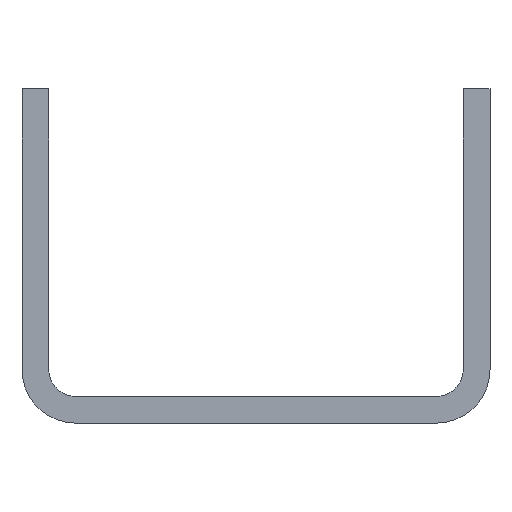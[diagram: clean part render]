
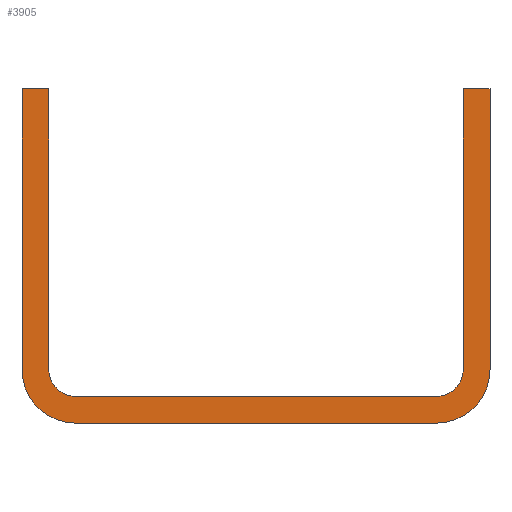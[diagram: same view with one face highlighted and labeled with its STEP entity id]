
A CAD part, front view. The second image highlights one B-rep face of the part: STEP entity #3905.
In plain terms, the highlighted planar face has unit normal (0, -1, 0).
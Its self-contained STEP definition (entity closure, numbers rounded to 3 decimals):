
#2=DIRECTION('',(0.,0.,-1.));
#3=VECTOR('',#2,42.);
#4=CARTESIAN_POINT('',(35.,0.,25.));
#5=LINE('',#4,#3);
#6=CARTESIAN_POINT('',(27.,0.,-17.));
#7=DIRECTION('',(0.,1.,0.));
#8=DIRECTION('',(1.,0.,0.));
#9=AXIS2_PLACEMENT_3D('',#6,#7,#8);
#11=DIRECTION('',(-1.,0.,0.));
#12=VECTOR('',#11,54.);
#13=CARTESIAN_POINT('',(27.,0.,-25.));
#14=LINE('',#13,#12);
#15=CARTESIAN_POINT('',(-27.,0.,-17.));
#16=DIRECTION('',(0.,1.,0.));
#17=DIRECTION('',(0.,0.,-1.));
#18=AXIS2_PLACEMENT_3D('',#15,#16,#17);
#20=DIRECTION('',(0.,0.,1.));
#21=VECTOR('',#20,42.);
#22=CARTESIAN_POINT('',(-35.,0.,-17.));
#23=LINE('',#22,#21);
#24=DIRECTION('',(1.,0.,0.));
#25=VECTOR('',#24,4.);
#26=CARTESIAN_POINT('',(-35.,0.,25.));
#27=LINE('',#26,#25);
#28=DIRECTION('',(0.,0.,-1.));
#29=VECTOR('',#28,42.);
#30=CARTESIAN_POINT('',(-31.,0.,25.));
#31=LINE('',#30,#29);
#32=CARTESIAN_POINT('',(-27.,0.,-17.));
#33=DIRECTION('',(0.,-1.,0.));
#34=DIRECTION('',(-1.,0.,0.));
#35=AXIS2_PLACEMENT_3D('',#32,#33,#34);
#37=DIRECTION('',(1.,0.,0.));
#38=VECTOR('',#37,54.);
#39=CARTESIAN_POINT('',(-27.,0.,-21.));
#40=LINE('',#39,#38);
#41=CARTESIAN_POINT('',(27.,0.,-17.));
#42=DIRECTION('',(0.,-1.,0.));
#43=DIRECTION('',(0.,0.,-1.));
#44=AXIS2_PLACEMENT_3D('',#41,#42,#43);
#46=DIRECTION('',(0.,0.,1.));
#47=VECTOR('',#46,42.);
#48=CARTESIAN_POINT('',(31.,0.,-17.));
#49=LINE('',#48,#47);
#50=DIRECTION('',(1.,0.,0.));
#51=VECTOR('',#50,4.);
#52=CARTESIAN_POINT('',(31.,0.,25.));
#53=LINE('',#52,#51);
#2962=CARTESIAN_POINT('',(35.,0.,25.));
#2963=CARTESIAN_POINT('',(35.,0.,-17.));
#2964=VERTEX_POINT('',#2962);
#2965=VERTEX_POINT('',#2963);
#2966=CARTESIAN_POINT('',(27.,0.,-25.));
#2967=VERTEX_POINT('',#2966);
#2968=CARTESIAN_POINT('',(-27.,0.,-25.));
#2969=VERTEX_POINT('',#2968);
#2970=CARTESIAN_POINT('',(-35.,0.,-17.));
#2971=VERTEX_POINT('',#2970);
#2972=CARTESIAN_POINT('',(-35.,0.,25.));
#2973=VERTEX_POINT('',#2972);
#2974=CARTESIAN_POINT('',(-31.,0.,25.));
#2975=VERTEX_POINT('',#2974);
#2976=CARTESIAN_POINT('',(-31.,0.,-17.));
#2977=VERTEX_POINT('',#2976);
#2978=CARTESIAN_POINT('',(-27.,0.,-21.));
#2979=VERTEX_POINT('',#2978);
#2980=CARTESIAN_POINT('',(27.,0.,-21.));
#2981=VERTEX_POINT('',#2980);
#2982=CARTESIAN_POINT('',(31.,0.,-17.));
#2983=VERTEX_POINT('',#2982);
#2984=CARTESIAN_POINT('',(31.,0.,25.));
#2985=VERTEX_POINT('',#2984);
#3874=CARTESIAN_POINT('',(0.,0.,0.));
#3875=DIRECTION('',(0.,1.,0.));
#3876=DIRECTION('',(1.,0.,0.));
#3877=AXIS2_PLACEMENT_3D('',#3874,#3875,#3876);
#3878=PLANE('',#3877);
#3880=ORIENTED_EDGE('',*,*,#3879,.T.);
#3882=ORIENTED_EDGE('',*,*,#3881,.T.);
#3884=ORIENTED_EDGE('',*,*,#3883,.T.);
#3886=ORIENTED_EDGE('',*,*,#3885,.T.);
#3888=ORIENTED_EDGE('',*,*,#3887,.T.);
#3890=ORIENTED_EDGE('',*,*,#3889,.T.);
#3892=ORIENTED_EDGE('',*,*,#3891,.T.);
#3894=ORIENTED_EDGE('',*,*,#3893,.T.);
#3896=ORIENTED_EDGE('',*,*,#3895,.T.);
#3898=ORIENTED_EDGE('',*,*,#3897,.T.);
#3900=ORIENTED_EDGE('',*,*,#3899,.T.);
#3902=ORIENTED_EDGE('',*,*,#3901,.T.);
#3903=EDGE_LOOP('',(#3880,#3882,#3884,#3886,#3888,#3890,#3892,#3894,#3896,#3898,
#3900,#3902));
#3904=FACE_OUTER_BOUND('',#3903,.F.);
#3905=ADVANCED_FACE('',(#3904),#3878,.F.);
#10=CIRCLE('',#9,8.);
#19=CIRCLE('',#18,8.);
#36=CIRCLE('',#35,4.);
#45=CIRCLE('',#44,4.);
#3879=EDGE_CURVE('',#2964,#2965,#5,.T.);
#3881=EDGE_CURVE('',#2965,#2967,#10,.T.);
#3883=EDGE_CURVE('',#2967,#2969,#14,.T.);
#3885=EDGE_CURVE('',#2969,#2971,#19,.T.);
#3887=EDGE_CURVE('',#2971,#2973,#23,.T.);
#3889=EDGE_CURVE('',#2973,#2975,#27,.T.);
#3891=EDGE_CURVE('',#2975,#2977,#31,.T.);
#3893=EDGE_CURVE('',#2977,#2979,#36,.T.);
#3895=EDGE_CURVE('',#2979,#2981,#40,.T.);
#3897=EDGE_CURVE('',#2981,#2983,#45,.T.);
#3899=EDGE_CURVE('',#2983,#2985,#49,.T.);
#3901=EDGE_CURVE('',#2985,#2964,#53,.T.);
